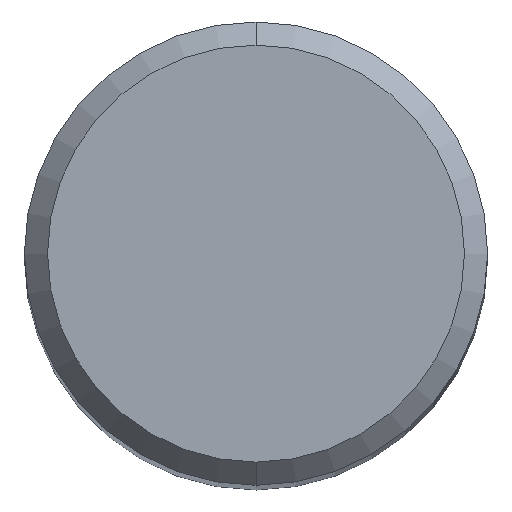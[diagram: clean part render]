
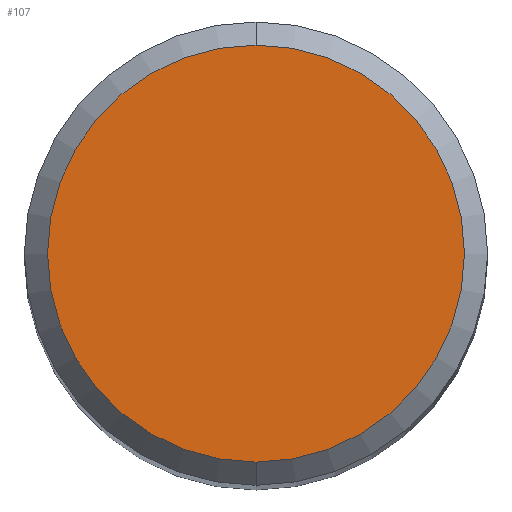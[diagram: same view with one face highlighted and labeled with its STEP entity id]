
A CAD part, top view. The second image highlights one B-rep face of the part: STEP entity #107.
In plain terms, the highlighted planar face has unit normal (0, 0, 1).
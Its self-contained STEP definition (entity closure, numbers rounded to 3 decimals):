
#107=ADVANCED_FACE('',(#259),#260,.T.);
#133=EDGE_CURVE('',#217,#183,#288,.T.);
#171=EDGE_CURVE('',#183,#217,#330,.T.);
#183=VERTEX_POINT('',#343);
#217=VERTEX_POINT('',#384);
#259=FACE_OUTER_BOUND('',#423,.T.);
#260=PLANE('',#424);
#288=CIRCLE('',#464,3.6);
#330=CIRCLE('',#517,3.6);
#343=CARTESIAN_POINT('',(0.,-3.6,0.));
#384=CARTESIAN_POINT('',(0.0,3.6,0.));
#423=EDGE_LOOP('',(#617,#618));
#424=AXIS2_PLACEMENT_3D('',#619,#620,#621);
#464=AXIS2_PLACEMENT_3D('',#650,#651,#652);
#517=AXIS2_PLACEMENT_3D('',#699,#700,#701);
#617=ORIENTED_EDGE('',*,*,#133,.F.);
#618=ORIENTED_EDGE('',*,*,#171,.F.);
#619=CARTESIAN_POINT('',(0.0,1.8,0.));
#620=DIRECTION('',(-0.0,0.0,1.0));
#621=DIRECTION('',(0.0,-1.0,0.0));
#650=CARTESIAN_POINT('',(0.0,0.0,0.));
#651=DIRECTION('',(0.0,0.0,-1.0));
#652=DIRECTION('',(0.0,1.0,0.0));
#699=CARTESIAN_POINT('',(0.0,0.0,0.));
#700=DIRECTION('',(0.0,0.0,-1.0));
#701=DIRECTION('',(0.0,1.0,0.0));
